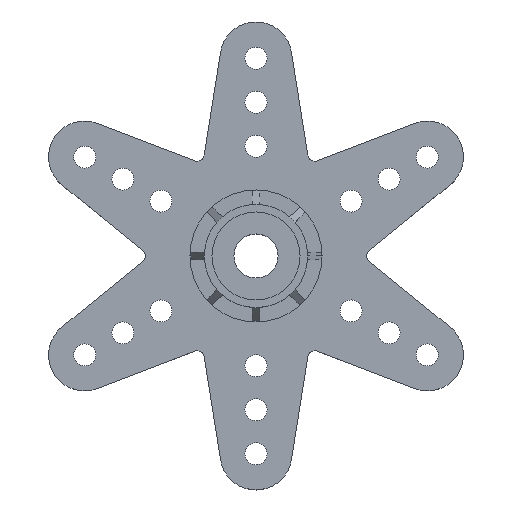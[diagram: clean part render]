
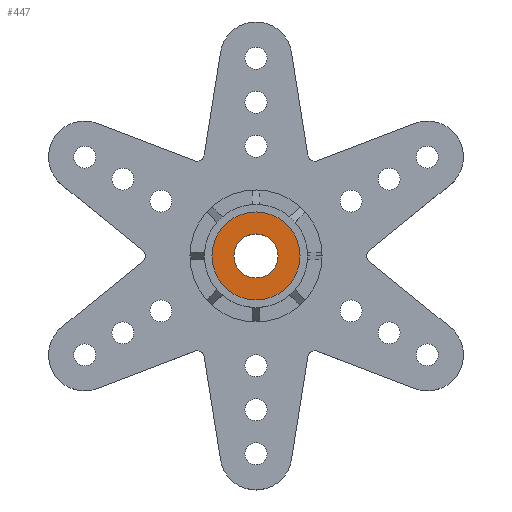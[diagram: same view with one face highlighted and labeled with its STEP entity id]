
A CAD part, top view. The second image highlights one B-rep face of the part: STEP entity #447.
In plain terms, the highlighted planar face has unit normal (0, 0, 1).
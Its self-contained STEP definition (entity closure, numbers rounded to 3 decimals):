
#279 = CYLINDRICAL_SURFACE('',#280,1.5);
#280 = AXIS2_PLACEMENT_3D('',#281,#282,#283);
#281 = CARTESIAN_POINT('',(0.,0.,1.2));
#282 = DIRECTION('',(0.,0.,1.));
#283 = DIRECTION('',(1.,0.,0.));
#353 = EDGE_CURVE('',#354,#354,#356,.T.);
#354 = VERTEX_POINT('',#355);
#355 = CARTESIAN_POINT('',(1.5,0.,1.2));
#356 = SURFACE_CURVE('',#357,(#362,#369),.PCURVE_S1.);
#357 = CIRCLE('',#358,1.5);
#358 = AXIS2_PLACEMENT_3D('',#359,#360,#361);
#359 = CARTESIAN_POINT('',(0.,0.,1.2));
#360 = DIRECTION('',(0.,0.,1.));
#361 = DIRECTION('',(1.,0.,0.));
#362 = PCURVE('',#279,#363);
#363 = DEFINITIONAL_REPRESENTATION('',(#364),#368);
#364 = LINE('',#365,#366);
#365 = CARTESIAN_POINT('',(0.,0.));
#366 = VECTOR('',#367,1.);
#367 = DIRECTION('',(1.,0.));
#368 = ( GEOMETRIC_REPRESENTATION_CONTEXT(2) 
PARAMETRIC_REPRESENTATION_CONTEXT() REPRESENTATION_CONTEXT('2D SPACE',''
  ) );
#369 = PCURVE('',#370,#375);
#370 = PLANE('',#371);
#371 = AXIS2_PLACEMENT_3D('',#372,#373,#374);
#372 = CARTESIAN_POINT('',(4.5,0.,1.2));
#373 = DIRECTION('',(0.,0.,-1.));
#374 = DIRECTION('',(-1.,0.,0.));
#375 = DEFINITIONAL_REPRESENTATION('',(#376),#384);
#376 = ( BOUNDED_CURVE() B_SPLINE_CURVE(2,(#377,#378,#379,#380,#381,#382
,#383),.UNSPECIFIED.,.F.,.F.) B_SPLINE_CURVE_WITH_KNOTS((1,2,2,2,2,1),(
    -2.094,0.,2.094,4.189,6.283,
8.378),.UNSPECIFIED.) CURVE() GEOMETRIC_REPRESENTATION_ITEM() 
RATIONAL_B_SPLINE_CURVE((1.,0.5,1.,0.5,1.,0.5,1.)) REPRESENTATION_ITEM(
  '') );
#377 = CARTESIAN_POINT('',(3.,0.));
#378 = CARTESIAN_POINT('',(3.,2.598));
#379 = CARTESIAN_POINT('',(5.25,1.299));
#380 = CARTESIAN_POINT('',(7.5,0.));
#381 = CARTESIAN_POINT('',(5.25,-1.299));
#382 = CARTESIAN_POINT('',(3.,-2.598));
#383 = CARTESIAN_POINT('',(3.,0.));
#384 = ( GEOMETRIC_REPRESENTATION_CONTEXT(2) 
PARAMETRIC_REPRESENTATION_CONTEXT() REPRESENTATION_CONTEXT('2D SPACE',''
  ) );
#447 = ADVANCED_FACE('',(#448,#483),#370,.F.);
#448 = FACE_BOUND('',#449,.F.);
#449 = EDGE_LOOP('',(#450));
#450 = ORIENTED_EDGE('',*,*,#451,.F.);
#451 = EDGE_CURVE('',#452,#452,#454,.T.);
#452 = VERTEX_POINT('',#453);
#453 = CARTESIAN_POINT('',(-3.,0.,1.2));
#454 = SURFACE_CURVE('',#455,(#460,#471),.PCURVE_S1.);
#455 = CIRCLE('',#456,3.);
#456 = AXIS2_PLACEMENT_3D('',#457,#458,#459);
#457 = CARTESIAN_POINT('',(0.,0.,1.2));
#458 = DIRECTION('',(0.,0.,1.));
#459 = DIRECTION('',(-1.,0.,0.));
#460 = PCURVE('',#370,#461);
#461 = DEFINITIONAL_REPRESENTATION('',(#462),#470);
#462 = ( BOUNDED_CURVE() B_SPLINE_CURVE(2,(#463,#464,#465,#466,#467,#468
,#469),.UNSPECIFIED.,.T.,.F.) B_SPLINE_CURVE_WITH_KNOTS((1,2,2,2,2,1),(
    -2.094,0.,2.094,4.189,6.283,
8.378),.UNSPECIFIED.) CURVE() GEOMETRIC_REPRESENTATION_ITEM() 
RATIONAL_B_SPLINE_CURVE((1.,0.5,1.,0.5,1.,0.5,1.)) REPRESENTATION_ITEM(
  '') );
#463 = CARTESIAN_POINT('',(7.5,0.));
#464 = CARTESIAN_POINT('',(7.5,-5.196));
#465 = CARTESIAN_POINT('',(3.,-2.598));
#466 = CARTESIAN_POINT('',(-1.5,0.));
#467 = CARTESIAN_POINT('',(3.,2.598));
#468 = CARTESIAN_POINT('',(7.5,5.196));
#469 = CARTESIAN_POINT('',(7.5,0.));
#470 = ( GEOMETRIC_REPRESENTATION_CONTEXT(2) 
PARAMETRIC_REPRESENTATION_CONTEXT() REPRESENTATION_CONTEXT('2D SPACE',''
  ) );
#471 = PCURVE('',#472,#477);
#472 = CYLINDRICAL_SURFACE('',#473,3.);
#473 = AXIS2_PLACEMENT_3D('',#474,#475,#476);
#474 = CARTESIAN_POINT('',(0.,0.,2.8));
#475 = DIRECTION('',(0.,0.,1.));
#476 = DIRECTION('',(-1.,0.,0.));
#477 = DEFINITIONAL_REPRESENTATION('',(#478),#482);
#478 = LINE('',#479,#480);
#479 = CARTESIAN_POINT('',(0.,-1.6));
#480 = VECTOR('',#481,1.);
#481 = DIRECTION('',(1.,0.));
#482 = ( GEOMETRIC_REPRESENTATION_CONTEXT(2) 
PARAMETRIC_REPRESENTATION_CONTEXT() REPRESENTATION_CONTEXT('2D SPACE',''
  ) );
#483 = FACE_BOUND('',#484,.F.);
#484 = EDGE_LOOP('',(#485));
#485 = ORIENTED_EDGE('',*,*,#353,.T.);
